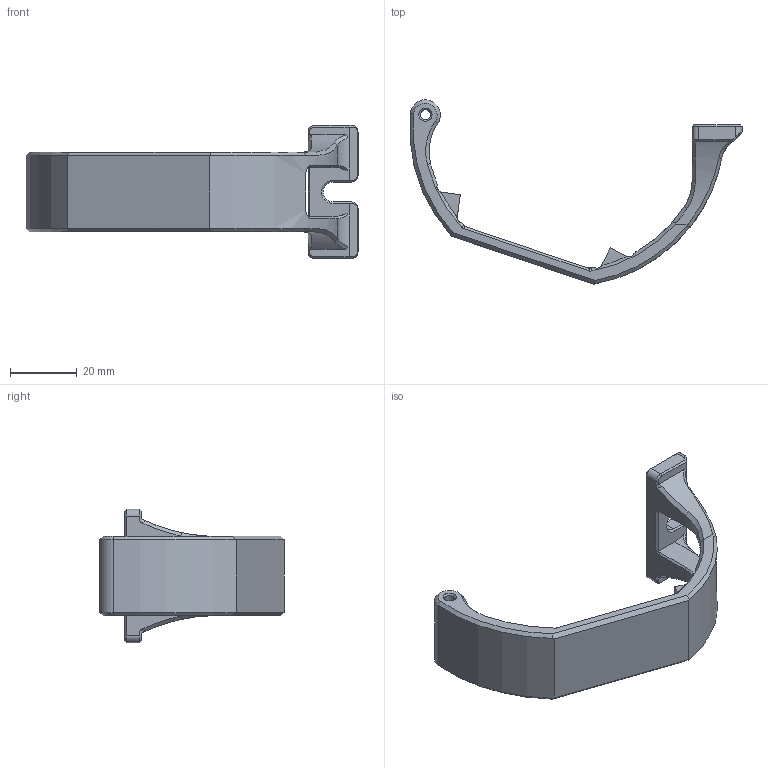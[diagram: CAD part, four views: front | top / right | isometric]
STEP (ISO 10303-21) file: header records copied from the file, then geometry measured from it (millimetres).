
FILE_DESCRIPTION((''),'2;1');
FILE_NAME('BOT','2024-04-15T15:49:31',('oleksandr.kostiuchen'),(''),'CREO PARAMETRIC BY PTC INC, 2023424','CREO PARAMETRIC BY PTC INC, 2023424','');
FILE_SCHEMA(('AUTOMOTIVE_DESIGN { 1 0 10303 214 1 1 1 1 }'));
Length unit declared in the file: millimetre
Products named in the file (1): BOT
Bounding box: 99.61 x 55.3 x 40 mm (x, y, z)
Volume: 18698.8 mm3; surface area: 9745.7 mm2
Topology: 1 solids, 1 shells, 171 faces, 445 edges, 274 vertices
Faces by surface type: bspline 171
Entity records: 8317 total; most frequent: CARTESIAN_POINT 3321, ORIENTED_EDGE 890, PRESENTATION_STYLE_ASSIGNMENT 451, STYLED_ITEM 451, CURVE_STYLE 450, EDGE_CURVE 445, DIRECTION 426, VERTEX_POINT 274
